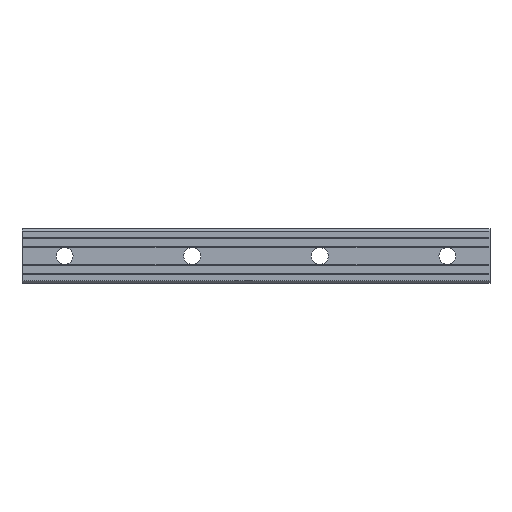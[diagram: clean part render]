
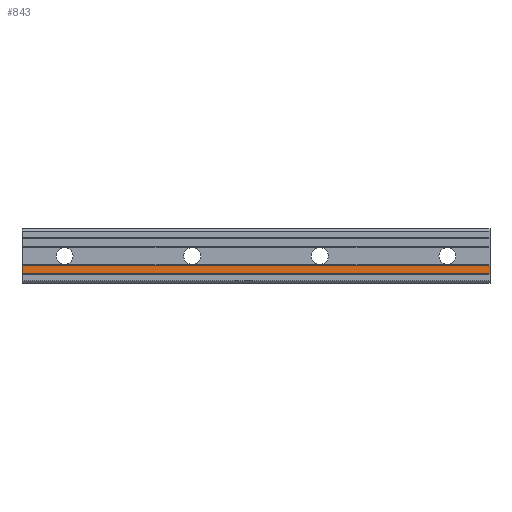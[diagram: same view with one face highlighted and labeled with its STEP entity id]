
A CAD part, front view. The second image highlights one B-rep face of the part: STEP entity #843.
In plain terms, the highlighted planar face has unit normal (0, -1, 0).
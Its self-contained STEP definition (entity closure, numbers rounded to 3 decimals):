
#61 = LINE ( 'NONE', #754, #183 ) ;
#87 = VERTEX_POINT ( 'NONE', #1519 ) ;
#120 = DIRECTION ( 'NONE',  ( 0., 0., -1. ) ) ;
#147 = DIRECTION ( 'NONE',  ( -1., 0., 0. ) ) ;
#179 = VERTEX_POINT ( 'NONE', #574 ) ;
#183 = VECTOR ( 'NONE', #1399, 1000. ) ;
#200 = EDGE_CURVE ( 'NONE', #179, #1383, #1420, .T. ) ;
#243 = EDGE_CURVE ( 'NONE', #179, #805, #61, .T. ) ;
#249 = FACE_OUTER_BOUND ( 'NONE', #2062, .T. ) ;
#296 = LINE ( 'NONE', #1676, #1033 ) ;
#316 = ORIENTED_EDGE ( 'NONE', *, *, #1168, .F. ) ;
#459 = DIRECTION ( 'NONE',  ( 0., 0., 1. ) ) ;
#516 = ORIENTED_EDGE ( 'NONE', *, *, #1144, .F. ) ;
#560 = VECTOR ( 'NONE', #1569, 1000. ) ;
#574 = CARTESIAN_POINT ( 'NONE',  ( -35., 0.5, -7.5 ) ) ;
#663 = LINE ( 'NONE', #2185, #2001 ) ;
#754 = CARTESIAN_POINT ( 'NONE',  ( -35., 0.5, 22.211 ) ) ;
#805 = VERTEX_POINT ( 'NONE', #2144 ) ;
#843 = ADVANCED_FACE ( 'NONE', ( #249 ), #2174, .F. ) ;
#1033 = VECTOR ( 'NONE', #120, 1000. ) ;
#1144 = EDGE_CURVE ( 'NONE', #87, #805, #663, .T. ) ;
#1168 = EDGE_CURVE ( 'NONE', #1383, #87, #296, .T. ) ;
#1293 = AXIS2_PLACEMENT_3D ( 'NONE', #2014, #1476, #459 ) ;
#1344 = CARTESIAN_POINT ( 'NONE',  ( 350., 0.5, -7.5 ) ) ;
#1383 = VERTEX_POINT ( 'NONE', #1344 ) ;
#1399 = DIRECTION ( 'NONE',  ( 0., 0., -1. ) ) ;
#1420 = LINE ( 'NONE', #1768, #560 ) ;
#1476 = DIRECTION ( 'NONE',  ( 0., 1., 0. ) ) ;
#1489 = ORIENTED_EDGE ( 'NONE', *, *, #200, .F. ) ;
#1519 = CARTESIAN_POINT ( 'NONE',  ( 350., 0.5, -14.5 ) ) ;
#1569 = DIRECTION ( 'NONE',  ( 1., 0., 0. ) ) ;
#1676 = CARTESIAN_POINT ( 'NONE',  ( 350., 0.5, 22.211 ) ) ;
#1768 = CARTESIAN_POINT ( 'NONE',  ( 350., 0.5, -7.5 ) ) ;
#1910 = ORIENTED_EDGE ( 'NONE', *, *, #243, .T. ) ;
#2001 = VECTOR ( 'NONE', #147, 1000. ) ;
#2014 = CARTESIAN_POINT ( 'NONE',  ( 350., 0.5, -7.5 ) ) ;
#2062 = EDGE_LOOP ( 'NONE', ( #516, #316, #1489, #1910 ) ) ;
#2144 = CARTESIAN_POINT ( 'NONE',  ( -35., 0.5, -14.5 ) ) ;
#2174 = PLANE ( 'NONE',  #1293 ) ;
#2185 = CARTESIAN_POINT ( 'NONE',  ( 350., 0.5, -14.5 ) ) ;
